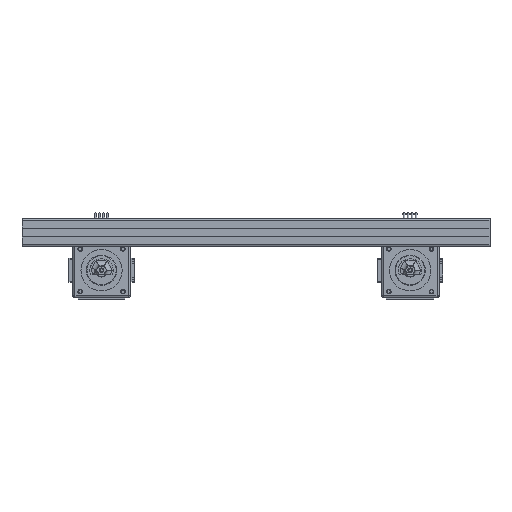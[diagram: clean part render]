
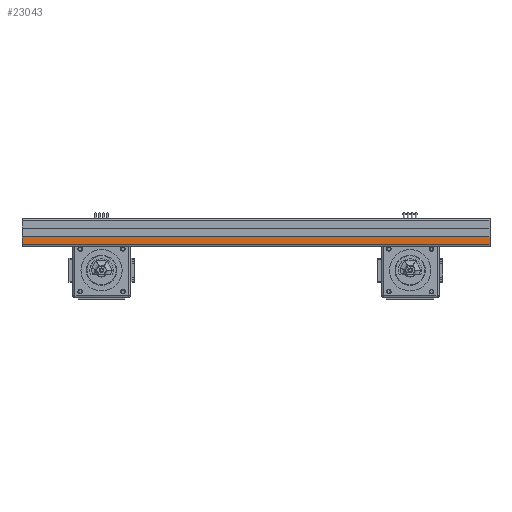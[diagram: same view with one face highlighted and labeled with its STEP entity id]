
A CAD part, left-side view. The second image highlights one B-rep face of the part: STEP entity #23043.
In plain terms, the highlighted planar face has unit normal (-1, 0, 0).
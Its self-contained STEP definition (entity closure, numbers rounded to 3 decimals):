
#831=PLANE('',#24973);
#1918=FACE_OUTER_BOUND('',#3379,.T.);
#3379=EDGE_LOOP('',(#17735,#17736,#17737,#17738));
#5345=LINE('',#35823,#7626);
#5439=LINE('',#36108,#7720);
#5440=LINE('',#36111,#7721);
#5441=LINE('',#36112,#7722);
#7626=VECTOR('',#28567,10.);
#7720=VECTOR('',#28797,10.);
#7721=VECTOR('',#28800,10.);
#7722=VECTOR('',#28801,10.);
#10678=VERTEX_POINT('',#35820);
#10679=VERTEX_POINT('',#35822);
#10802=VERTEX_POINT('',#36106);
#10803=VERTEX_POINT('',#36110);
#13242=EDGE_CURVE('',#10678,#10679,#5345,.T.);
#13386=EDGE_CURVE('',#10802,#10678,#5439,.T.);
#13387=EDGE_CURVE('',#10802,#10803,#5440,.T.);
#13388=EDGE_CURVE('',#10803,#10679,#5441,.T.);
#17735=ORIENTED_EDGE('',*,*,#13387,.T.);
#17736=ORIENTED_EDGE('',*,*,#13388,.T.);
#17737=ORIENTED_EDGE('',*,*,#13242,.F.);
#17738=ORIENTED_EDGE('',*,*,#13386,.F.);
#23043=ADVANCED_FACE('',(#1918),#831,.T.);
#24973=AXIS2_PLACEMENT_3D('',#36109,#28798,#28799);
#28567=DIRECTION('',(0.,0.,1.));
#28797=DIRECTION('',(0.,1.,0.));
#28798=DIRECTION('center_axis',(-1.,0.,0.));
#28799=DIRECTION('ref_axis',(0.,0.,
1.));
#28800=DIRECTION('',(0.,0.,1.));
#28801=DIRECTION('',(0.,1.,0.));
#35820=CARTESIAN_POINT('',(-89.773,690.078,12.282));
#35822=CARTESIAN_POINT('',(-89.773,690.078,18.082));
#35823=CARTESIAN_POINT('',(-89.773,690.078,12.282));
#36106=CARTESIAN_POINT('',(-89.773,350.078,12.282));
#36108=CARTESIAN_POINT('',(-89.773,-39.922,12.282));
#36109=CARTESIAN_POINT('Origin',(-89.773,-39.922,12.282));
#36110=CARTESIAN_POINT('',(-89.773,350.078,18.082));
#36111=CARTESIAN_POINT('',(-89.773,350.078,16.782));
#36112=CARTESIAN_POINT('',(-89.773,-39.922,18.082));
